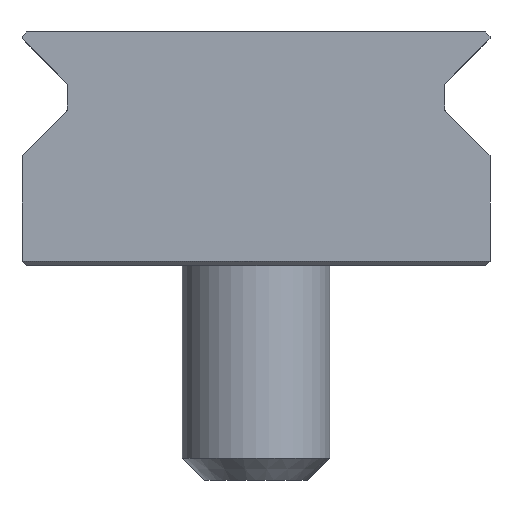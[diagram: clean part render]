
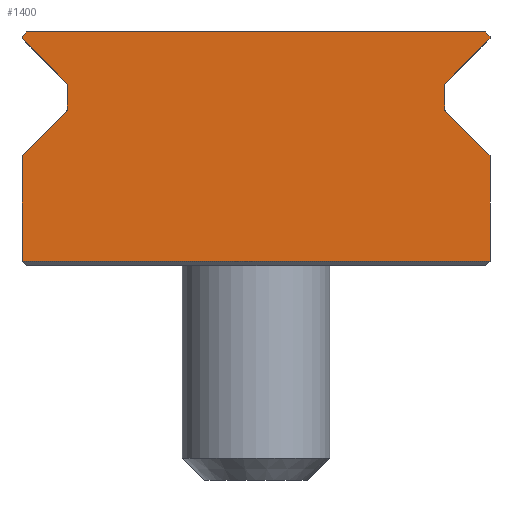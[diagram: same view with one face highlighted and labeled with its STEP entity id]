
A CAD part, left-side view. The second image highlights one B-rep face of the part: STEP entity #1400.
In plain terms, the highlighted planar face has unit normal (-1, 0, 0).
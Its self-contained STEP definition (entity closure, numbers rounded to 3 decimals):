
#22 = DIRECTION ( 'NONE',  ( 0., 1., 0. ) ) ;
#32 = CARTESIAN_POINT ( 'NONE',  ( -12.7, 10.303, 9.922 ) ) ;
#36 = VERTEX_POINT ( 'NONE', #119 ) ;
#41 = VECTOR ( 'NONE', #208, 1000. ) ;
#67 = LINE ( 'NONE', #561, #1254 ) ;
#91 = ORIENTED_EDGE ( 'NONE', *, *, #1944, .T. ) ;
#96 = CARTESIAN_POINT ( 'NONE',  ( -12.7, -10.303, 8.366 ) ) ;
#97 = VERTEX_POINT ( 'NONE', #481 ) ;
#100 = EDGE_CURVE ( 'NONE', #1891, #1265, #1000, .T. ) ;
#107 = DIRECTION ( 'NONE',  ( 0., 0.707, 0.707 ) ) ;
#119 = CARTESIAN_POINT ( 'NONE',  ( -12.7, 12.7, 0.254 ) ) ;
#133 = DIRECTION ( 'NONE',  ( 0., 0., 1. ) ) ;
#137 = EDGE_CURVE ( 'NONE', #1265, #1384, #2193, .T. ) ;
#142 = CARTESIAN_POINT ( 'NONE',  ( -12.7, 10.243, 9.778 ) ) ;
#143 = CARTESIAN_POINT ( 'NONE',  ( -12.7, -10.303, 9.922 ) ) ;
#171 = EDGE_CURVE ( 'NONE', #581, #346, #2052, .T. ) ;
#179 = ORIENTED_EDGE ( 'NONE', *, *, #171, .F. ) ;
#196 = CARTESIAN_POINT ( 'NONE',  ( -12.7, -12.7, 0. ) ) ;
#208 = DIRECTION ( 'NONE',  ( 0., 0., 1. ) ) ;
#219 = VERTEX_POINT ( 'NONE', #96 ) ;
#222 = EDGE_CURVE ( 'NONE', #885, #1398, #1350, .T. ) ;
#241 = EDGE_CURVE ( 'NONE', #581, #1587, #779, .T. ) ;
#251 = CARTESIAN_POINT ( 'NONE',  ( -12.7, 12.446, 12.7 ) ) ;
#269 = DIRECTION ( 'NONE',  ( 0., 1., 0. ) ) ;
#294 = DIRECTION ( 'NONE',  ( 0., 1., 0. ) ) ;
#314 = CARTESIAN_POINT ( 'NONE',  ( -12.7, -12.7, 0. ) ) ;
#346 = VERTEX_POINT ( 'NONE', #143 ) ;
#354 = EDGE_CURVE ( 'NONE', #36, #1359, #1107, .T. ) ;
#368 = DIRECTION ( 'NONE',  ( 1., 0., 0. ) ) ;
#446 = CARTESIAN_POINT ( 'NONE',  ( -12.7, -12.7, 12.7 ) ) ;
#456 = DIRECTION ( 'NONE',  ( 0., 1., 0. ) ) ;
#481 = CARTESIAN_POINT ( 'NONE',  ( -12.7, 12.7, 5.969 ) ) ;
#500 = DIRECTION ( 'NONE',  ( 0., 0.707, -0.707 ) ) ;
#504 = AXIS2_PLACEMENT_3D ( 'NONE', #1220, #368, #22 ) ;
#561 = CARTESIAN_POINT ( 'NONE',  ( -12.7, -15.685, 2.985 ) ) ;
#581 = VERTEX_POINT ( 'NONE', #994 ) ;
#586 = ORIENTED_EDGE ( 'NONE', *, *, #1882, .F. ) ;
#597 = EDGE_CURVE ( 'NONE', #1942, #346, #1147, .T. ) ;
#613 = VECTOR ( 'NONE', #1456, 1000. ) ;
#627 = CARTESIAN_POINT ( 'NONE',  ( -12.7, -12.7, 0. ) ) ;
#637 = CARTESIAN_POINT ( 'NONE',  ( -12.7, -10.243, 0. ) ) ;
#638 = EDGE_CURVE ( 'NONE', #36, #97, #1665, .T. ) ;
#639 = CARTESIAN_POINT ( 'NONE',  ( -12.7, -12.7, 0.254 ) ) ;
#641 = DIRECTION ( 'NONE',  ( 0., 0., 1. ) ) ;
#645 = DIRECTION ( 'NONE',  ( -1., 0., 0. ) ) ;
#662 = CARTESIAN_POINT ( 'NONE',  ( -12.7, -12.7, 0.254 ) ) ;
#664 = LINE ( 'NONE', #627, #1395 ) ;
#673 = ORIENTED_EDGE ( 'NONE', *, *, #2114, .T. ) ;
#683 = EDGE_CURVE ( 'NONE', #1942, #1093, #2172, .T. ) ;
#685 = VERTEX_POINT ( 'NONE', #142 ) ;
#722 = VERTEX_POINT ( 'NONE', #2206 ) ;
#747 = CARTESIAN_POINT ( 'NONE',  ( -12.7, 12.7, 0. ) ) ;
#752 = LINE ( 'NONE', #1199, #1941 ) ;
#779 = LINE ( 'NONE', #196, #41 ) ;
#792 = DIRECTION ( 'NONE',  ( -1., 0., 0. ) ) ;
#808 = CARTESIAN_POINT ( 'NONE',  ( -12.7, -10.447, 9.778 ) ) ;
#818 = FACE_OUTER_BOUND ( 'NONE', #2209, .T. ) ;
#885 = VERTEX_POINT ( 'NONE', #1769 ) ;
#890 = VERTEX_POINT ( 'NONE', #32 ) ;
#915 = EDGE_CURVE ( 'NONE', #722, #219, #67, .T. ) ;
#934 = VECTOR ( 'NONE', #1127, 1000. ) ;
#977 = CARTESIAN_POINT ( 'NONE',  ( -12.7, -12.7, 12.446 ) ) ;
#992 = DIRECTION ( 'NONE',  ( 0., 1., 0. ) ) ;
#994 = CARTESIAN_POINT ( 'NONE',  ( -12.7, -12.7, 12.319 ) ) ;
#1000 = LINE ( 'NONE', #446, #934 ) ;
#1023 = CARTESIAN_POINT ( 'NONE',  ( -12.7, -12.7, 12.446 ) ) ;
#1068 = ORIENTED_EDGE ( 'NONE', *, *, #683, .F. ) ;
#1093 = VERTEX_POINT ( 'NONE', #1310 ) ;
#1107 = LINE ( 'NONE', #639, #1569 ) ;
#1127 = DIRECTION ( 'NONE',  ( 0., 1., 0. ) ) ;
#1147 = CIRCLE ( 'NONE', #1390, 0.203 ) ;
#1158 = DIRECTION ( 'NONE',  ( 1., 0., 0. ) ) ;
#1191 = CARTESIAN_POINT ( 'NONE',  ( -12.7, -6.541, 6.159 ) ) ;
#1199 = CARTESIAN_POINT ( 'NONE',  ( -12.7, -6.159, -6.541 ) ) ;
#1212 = CARTESIAN_POINT ( 'NONE',  ( -12.7, 12.7, 12.446 ) ) ;
#1220 = CARTESIAN_POINT ( 'NONE',  ( -12.7, -10.447, 8.51 ) ) ;
#1231 = ORIENTED_EDGE ( 'NONE', *, *, #2013, .T. ) ;
#1254 = VECTOR ( 'NONE', #1558, 1000. ) ;
#1265 = VERTEX_POINT ( 'NONE', #251 ) ;
#1273 = LINE ( 'NONE', #1481, #2115 ) ;
#1310 = CARTESIAN_POINT ( 'NONE',  ( -12.7, -10.243, 8.51 ) ) ;
#1350 = CIRCLE ( 'NONE', #2072, 0.203 ) ;
#1354 = EDGE_CURVE ( 'NONE', #2056, #1384, #1817, .T. ) ;
#1359 = VERTEX_POINT ( 'NONE', #662 ) ;
#1379 = ORIENTED_EDGE ( 'NONE', *, *, #1541, .T. ) ;
#1384 = VERTEX_POINT ( 'NONE', #2029 ) ;
#1390 = AXIS2_PLACEMENT_3D ( 'NONE', #808, #1466, #294 ) ;
#1395 = VECTOR ( 'NONE', #133, 1000. ) ;
#1398 = VERTEX_POINT ( 'NONE', #1852 ) ;
#1400 = ADVANCED_FACE ( 'NONE', ( #818 ), #2011, .F. ) ;
#1418 = ORIENTED_EDGE ( 'NONE', *, *, #100, .T. ) ;
#1428 = CIRCLE ( 'NONE', #504, 0.203 ) ;
#1434 = CARTESIAN_POINT ( 'NONE',  ( -12.7, -12.446, 12.7 ) ) ;
#1456 = DIRECTION ( 'NONE',  ( 0., -0.707, 0.707 ) ) ;
#1464 = VECTOR ( 'NONE', #2104, 1000. ) ;
#1466 = DIRECTION ( 'NONE',  ( 1., 0., 0. ) ) ;
#1478 = DIRECTION ( 'NONE',  ( 0., -1., 0. ) ) ;
#1481 = CARTESIAN_POINT ( 'NONE',  ( -12.7, 10.243, 0. ) ) ;
#1499 = VECTOR ( 'NONE', #1878, 1000. ) ;
#1501 = VECTOR ( 'NONE', #1841, 1000. ) ;
#1510 = ORIENTED_EDGE ( 'NONE', *, *, #1871, .T. ) ;
#1541 = EDGE_CURVE ( 'NONE', #2056, #890, #752, .T. ) ;
#1558 = DIRECTION ( 'NONE',  ( 0., 0.707, 0.707 ) ) ;
#1569 = VECTOR ( 'NONE', #1478, 1000. ) ;
#1587 = VERTEX_POINT ( 'NONE', #1023 ) ;
#1633 = CARTESIAN_POINT ( 'NONE',  ( -12.7, -10.243, 9.778 ) ) ;
#1636 = CARTESIAN_POINT ( 'NONE',  ( -12.7, 10.447, 9.778 ) ) ;
#1665 = LINE ( 'NONE', #2023, #1898 ) ;
#1703 = ORIENTED_EDGE ( 'NONE', *, *, #638, .F. ) ;
#1756 = VECTOR ( 'NONE', #500, 1000. ) ;
#1760 = AXIS2_PLACEMENT_3D ( 'NONE', #314, #1158, #992 ) ;
#1769 = CARTESIAN_POINT ( 'NONE',  ( -12.7, 10.303, 8.366 ) ) ;
#1772 = ORIENTED_EDGE ( 'NONE', *, *, #241, .T. ) ;
#1779 = CARTESIAN_POINT ( 'NONE',  ( -12.7, 2.985, 15.685 ) ) ;
#1797 = ORIENTED_EDGE ( 'NONE', *, *, #1354, .F. ) ;
#1817 = LINE ( 'NONE', #747, #1464 ) ;
#1826 = ORIENTED_EDGE ( 'NONE', *, *, #354, .T. ) ;
#1841 = DIRECTION ( 'NONE',  ( 0., 0., -1. ) ) ;
#1849 = ORIENTED_EDGE ( 'NONE', *, *, #597, .T. ) ;
#1852 = CARTESIAN_POINT ( 'NONE',  ( -12.7, 10.243, 8.51 ) ) ;
#1867 = CIRCLE ( 'NONE', #2188, 0.203 ) ;
#1871 = EDGE_CURVE ( 'NONE', #685, #1398, #1273, .T. ) ;
#1878 = DIRECTION ( 'NONE',  ( 0., 0.707, -0.707 ) ) ;
#1882 = EDGE_CURVE ( 'NONE', #97, #885, #1986, .T. ) ;
#1889 = DIRECTION ( 'NONE',  ( 0., -0.707, -0.707 ) ) ;
#1891 = VERTEX_POINT ( 'NONE', #1434 ) ;
#1898 = VECTOR ( 'NONE', #641, 1000. ) ;
#1899 = ORIENTED_EDGE ( 'NONE', *, *, #222, .F. ) ;
#1918 = ORIENTED_EDGE ( 'NONE', *, *, #2033, .F. ) ;
#1941 = VECTOR ( 'NONE', #1889, 1000. ) ;
#1942 = VERTEX_POINT ( 'NONE', #1633 ) ;
#1944 = EDGE_CURVE ( 'NONE', #1587, #1891, #2143, .T. ) ;
#1978 = CARTESIAN_POINT ( 'NONE',  ( -12.7, 12.7, 12.319 ) ) ;
#1986 = LINE ( 'NONE', #1779, #613 ) ;
#1999 = DIRECTION ( 'NONE',  ( 0., 0., -1. ) ) ;
#2011 = PLANE ( 'NONE',  #1760 ) ;
#2013 = EDGE_CURVE ( 'NONE', #1359, #722, #664, .T. ) ;
#2016 = VECTOR ( 'NONE', #107, 1000. ) ;
#2023 = CARTESIAN_POINT ( 'NONE',  ( -12.7, 12.7, 0. ) ) ;
#2029 = CARTESIAN_POINT ( 'NONE',  ( -12.7, 12.7, 12.446 ) ) ;
#2033 = EDGE_CURVE ( 'NONE', #685, #890, #1867, .T. ) ;
#2052 = LINE ( 'NONE', #1191, #1499 ) ;
#2056 = VERTEX_POINT ( 'NONE', #1978 ) ;
#2072 = AXIS2_PLACEMENT_3D ( 'NONE', #2177, #645, #269 ) ;
#2104 = DIRECTION ( 'NONE',  ( 0., 0., 1. ) ) ;
#2114 = EDGE_CURVE ( 'NONE', #219, #1093, #1428, .T. ) ;
#2115 = VECTOR ( 'NONE', #1999, 1000. ) ;
#2116 = ORIENTED_EDGE ( 'NONE', *, *, #137, .T. ) ;
#2143 = LINE ( 'NONE', #977, #2016 ) ;
#2172 = LINE ( 'NONE', #637, #1501 ) ;
#2177 = CARTESIAN_POINT ( 'NONE',  ( -12.7, 10.447, 8.51 ) ) ;
#2183 = ORIENTED_EDGE ( 'NONE', *, *, #915, .T. ) ;
#2188 = AXIS2_PLACEMENT_3D ( 'NONE', #1636, #792, #456 ) ;
#2193 = LINE ( 'NONE', #1212, #1756 ) ;
#2206 = CARTESIAN_POINT ( 'NONE',  ( -12.7, -12.7, 5.969 ) ) ;
#2209 = EDGE_LOOP ( 'NONE', ( #1703, #1826, #1231, #2183, #673, #1068, #1849, #179, #1772, #91, #1418, #2116, #1797, #1379, #1918, #1510, #1899, #586 ) ) ;
